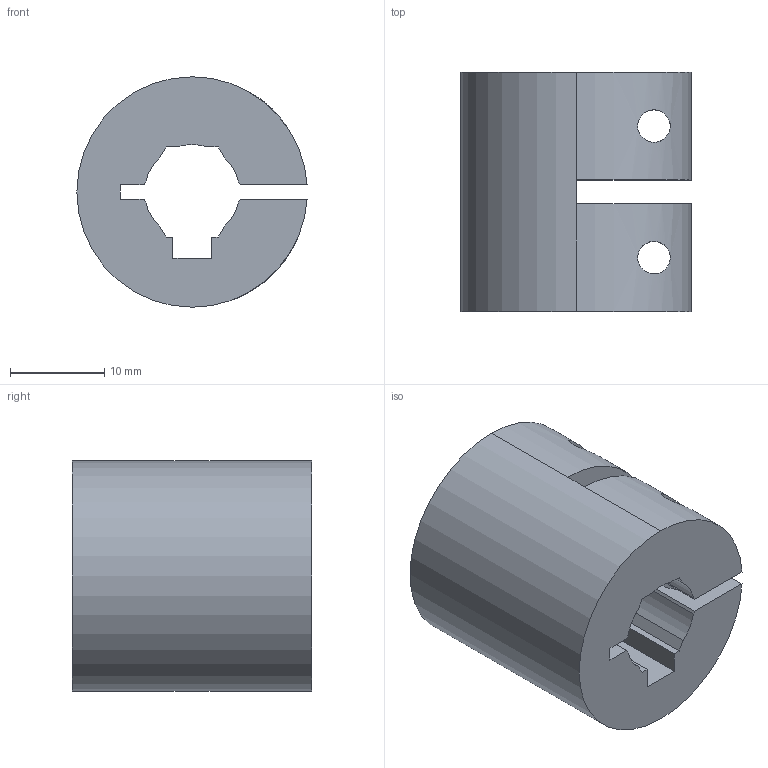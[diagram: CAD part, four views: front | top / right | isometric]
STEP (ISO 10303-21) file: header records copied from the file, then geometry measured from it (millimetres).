
FILE_DESCRIPTION (( 'STEP AP214' ), '1' );
FILE_NAME ('am-3410 PG-Hex Coupling.STEP', '2017-12-18T18:55:49', ( '' ), ( '' ), 'SwSTEP 2.0', 'SolidWorks 2017', '' );
FILE_SCHEMA (( 'AUTOMOTIVE_DESIGN' ));
Length unit declared in the file: inch
Products named in the file (2): am-3410 PG-Hex Coupling
Bounding box: 24.44 x 25.4 x 24.46 mm (x, y, z)
Volume: 8190.8 mm3; surface area: 4573.7 mm2
Topology: 1 solids, 1 shells, 63 faces, 171 edges, 112 vertices
Faces by surface type: plane 39, cylinder 24
Entity records: 2252 total; most frequent: CARTESIAN_POINT 562, ORIENTED_EDGE 342, DIRECTION 337, EDGE_CURVE 171, VECTOR 123, LINE 123, VERTEX_POINT 112, AXIS2_PLACEMENT_3D 107
